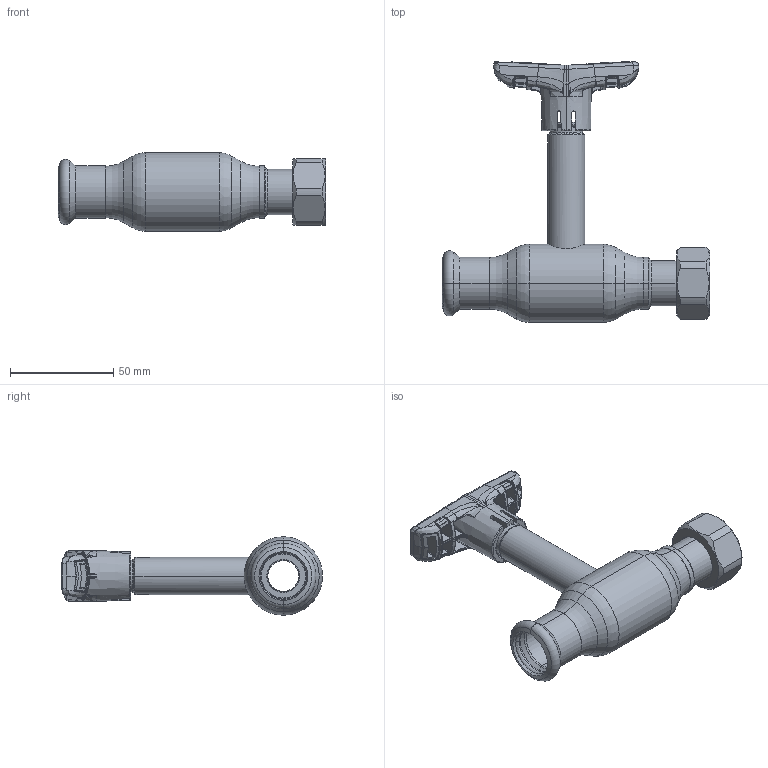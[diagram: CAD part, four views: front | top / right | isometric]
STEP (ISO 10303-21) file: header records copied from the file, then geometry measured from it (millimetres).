
FILE_DESCRIPTION (( 'STEP AP214' ), '1' );
FILE_NAME ('2020001411-0400.step', '2023-12-12T08:55:18', ( '' ), ( '' ), 'SwSTEP 2.0', 'SolidWorks 2021', '' );
FILE_SCHEMA (( 'AUTOMOTIVE_DESIGN' ));
Length unit declared in the file: millimetre
Products named in the file (1): 2020001411-0400
Bounding box: 129.5 x 126.49 x 38 mm (x, y, z)
Surface area: 31564.1 mm2 (no closed solid volume)
Topology: 0 solids, 10 shells, 687 faces, 2083 edges, 1317 vertices
Faces by surface type: bspline 531, plane 53, cylinder 42, cone 33, torus 23, sphere 5
Entity records: 53489 total; most frequent: CARTESIAN_POINT 32181, ORIENTED_EDGE 3557, EDGE_CURVE 2069, DIRECTION 1464, B_SPLINE_CURVE_WITH_KNOTS 1404, VERTEX_POINT 1313, EDGE_LOOP 697, UNCERTAINTY_MEASURE_WITH_UNIT 689
